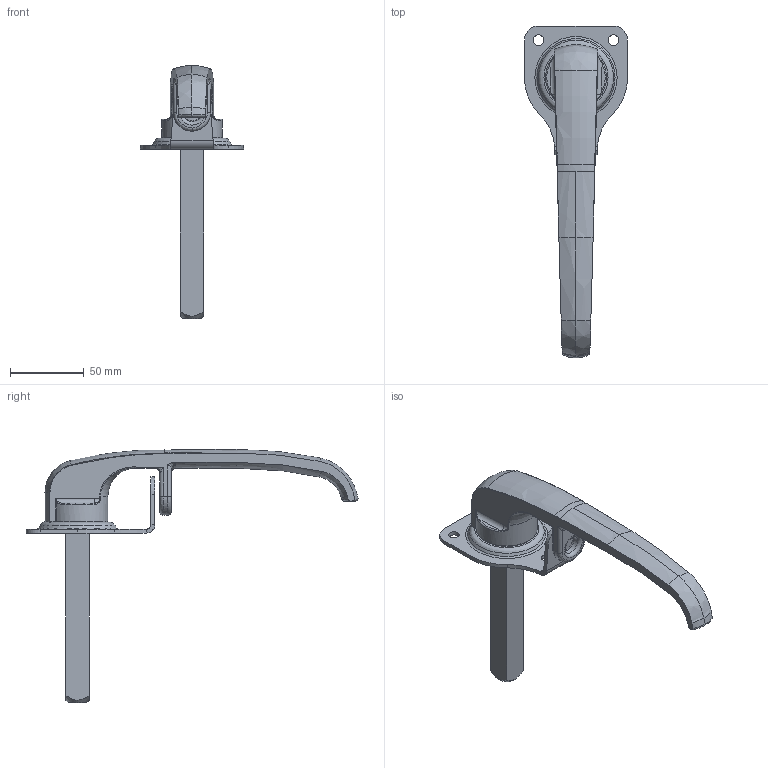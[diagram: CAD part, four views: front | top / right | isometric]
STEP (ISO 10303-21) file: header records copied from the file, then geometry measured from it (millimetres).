
FILE_DESCRIPTION((''),'2;1');
FILE_NAME('5624-SS52.stp','2012-09-13T09:39:19',('fredp'),(''),'Autodesk Inventor 2012','Autodesk Inventor 2012','');
FILE_SCHEMA(('AUTOMOTIVE_DESIGN { 1 0 10303 214 1 1 1 1 }'));
Length unit declared in the file: inch
Products named in the file (1): 5624-SS52
Bounding box: 69.85 x 224.98 x 171.45 mm (x, y, z)
Surface area: 47920.7 mm2 (no closed solid volume)
Topology: 0 solids, 4 shells, 163 faces, 395 edges, 237 vertices
Faces by surface type: bspline 63, plane 43, cylinder 36, torus 14, cone 7
Full cylindrical faces by diameter (mm): 7.137 x3, 12.7 x2, 28.448 x1, 28.893 x1, 36.119 x1
Entity records: 7368 total; most frequent: CARTESIAN_POINT 3936, ORIENTED_EDGE 726, DIRECTION 527, EDGE_CURVE 363, VERTEX_POINT 234, AXIS2_PLACEMENT_3D 219, EDGE_LOOP 203, FACE_OUTER_BOUND 163
